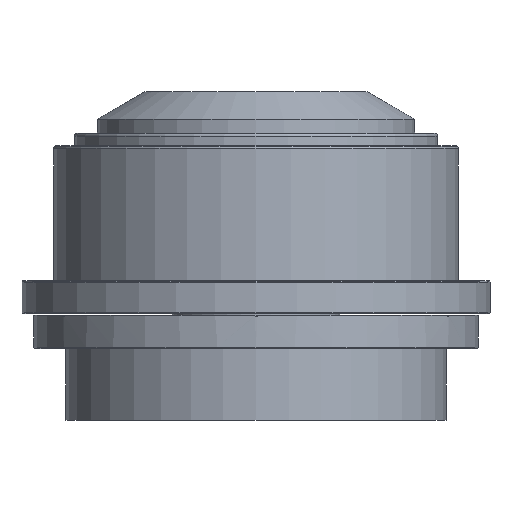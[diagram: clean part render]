
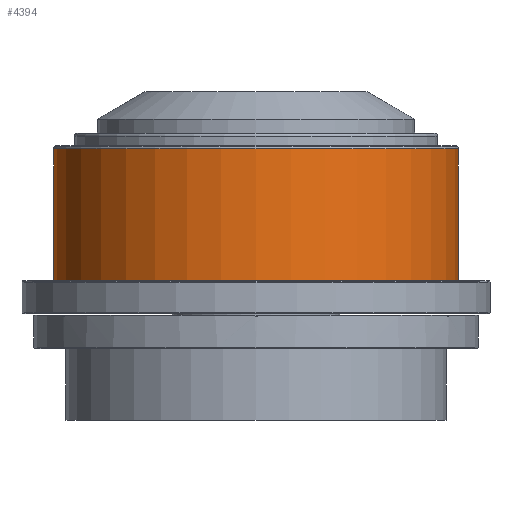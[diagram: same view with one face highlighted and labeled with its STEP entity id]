
A CAD part, front view. The second image highlights one B-rep face of the part: STEP entity #4394.
In plain terms, the highlighted cylindrical face has radius 127.5 mm (diameter 255 mm), a partial arc.
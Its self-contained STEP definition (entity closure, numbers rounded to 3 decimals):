
#966=CARTESIAN_POINT('',(0.,0.,21.));
#967=DIRECTION('',(0.,0.,-1.));
#968=DIRECTION('',(1.,0.,0.));
#969=AXIS2_PLACEMENT_3D('',#966,#967,#968);
#1754=DIRECTION('',(0.,0.,-1.));
#1755=VECTOR('',#1754,83.);
#1756=CARTESIAN_POINT('',(127.5,0.,104.));
#1757=LINE('',#1756,#1755);
#1758=DIRECTION('',(0.,0.,-1.));
#1759=VECTOR('',#1758,83.);
#1760=CARTESIAN_POINT('',(-127.5,0.,104.));
#1761=LINE('',#1760,#1759);
#1762=CARTESIAN_POINT('',(0.,0.,104.));
#1763=DIRECTION('',(0.,0.,1.));
#1764=DIRECTION('',(-1.,0.,0.));
#1765=AXIS2_PLACEMENT_3D('',#1762,#1763,#1764);
#2358=CARTESIAN_POINT('',(-127.5,0.,104.));
#2359=CARTESIAN_POINT('',(-127.5,0.,21.));
#2360=VERTEX_POINT('',#2358);
#2361=VERTEX_POINT('',#2359);
#2362=CARTESIAN_POINT('',(127.5,0.,104.));
#2363=CARTESIAN_POINT('',(127.5,0.,21.));
#2364=VERTEX_POINT('',#2362);
#2365=VERTEX_POINT('',#2363);
#4380=CARTESIAN_POINT('',(0.,0.,106.));
#4381=DIRECTION('',(0.,0.,-1.));
#4382=DIRECTION('',(-1.,0.,0.));
#4383=AXIS2_PLACEMENT_3D('',#4380,#4381,#4382);
#4384=CYLINDRICAL_SURFACE('',#4383,127.5);
#4386=ORIENTED_EDGE('',*,*,#4385,.T.);
#4388=ORIENTED_EDGE('',*,*,#4387,.T.);
#4389=ORIENTED_EDGE('',*,*,#3413,.T.);
#4391=ORIENTED_EDGE('',*,*,#4390,.F.);
#4392=EDGE_LOOP('',(#4386,#4388,#4389,#4391));
#4393=FACE_OUTER_BOUND('',#4392,.F.);
#4394=ADVANCED_FACE('',(#4393),#4384,.T.);
#970=CIRCLE('',#969,127.5);
#1766=CIRCLE('',#1765,127.5);
#3413=EDGE_CURVE('',#2365,#2361,#970,.T.);
#4385=EDGE_CURVE('',#2360,#2364,#1766,.T.);
#4387=EDGE_CURVE('',#2364,#2365,#1757,.T.);
#4390=EDGE_CURVE('',#2360,#2361,#1761,.T.);
